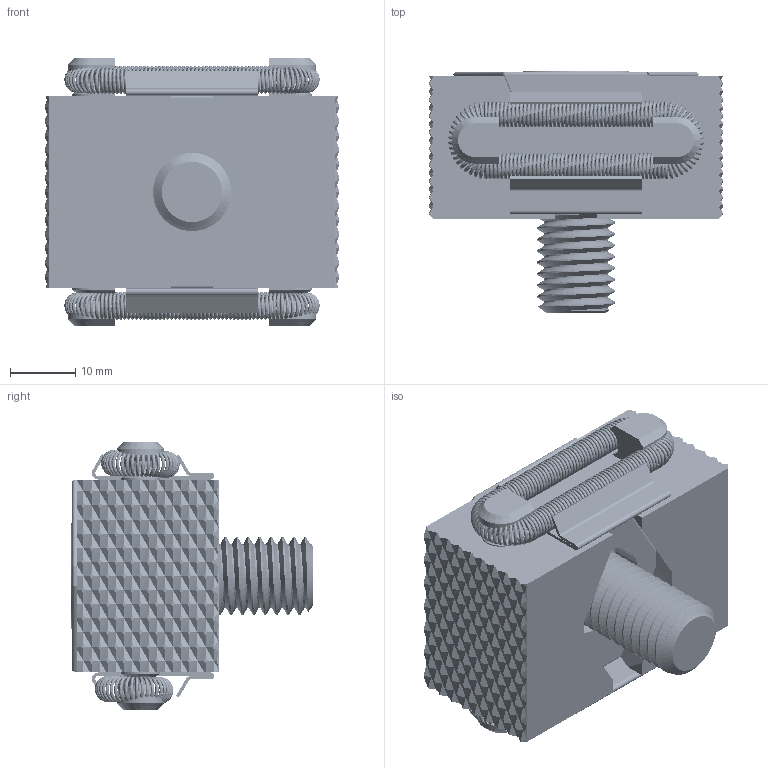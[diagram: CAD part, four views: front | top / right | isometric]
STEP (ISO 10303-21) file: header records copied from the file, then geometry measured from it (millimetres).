
FILE_DESCRIPTION (( 'STEP AP214' ), '1' );
FILE_NAME ('47131.STEP', '2018-11-07T20:43:11', ( 'Mike W' ), ( '' ), 'SwSTEP 2.0', 'SolidWorks 2018', '' );
FILE_SCHEMA (( 'AUTOMOTIVE_DESIGN' ));
Length unit declared in the file: inch
Products named in the file (8): 47134_47134; 47137_47137; 47131; M1225MM SHCS_M1225MM SHCS; PLDK2-VT; 47135_47135; JDK-P_S_D_S_DTY; JDK P S
Assembly tree (10 placements, depth 3):
  47131
    47137_47137  x2
    47134_47134
    47135_47135  x2
      JDK P S
      JDK-P_S_D_S_DTY
    PLDK2-VT  x2
    M1225MM SHCS_M1225MM SHCS
Bounding box: 44.96 x 37 x 41 mm (x, y, z)
Volume: 28811.9 mm3; surface area: 19894.6 mm2
Topology: 10 solids, 10 shells, 3804 faces, 9492 edges, 5531 vertices
Faces by surface type: plane 1995, bspline 1642, cylinder 146, cone 19, torus 2
Entity records: 100496 total; most frequent: CARTESIAN_POINT 32468, ORIENTED_EDGE 10400, DIRECTION 8718, EDGE_CURVE 5200, AXIS2_PLACEMENT_3D 3247, VERTEX_POINT 3065, VECTOR 2224, LINE 2224
